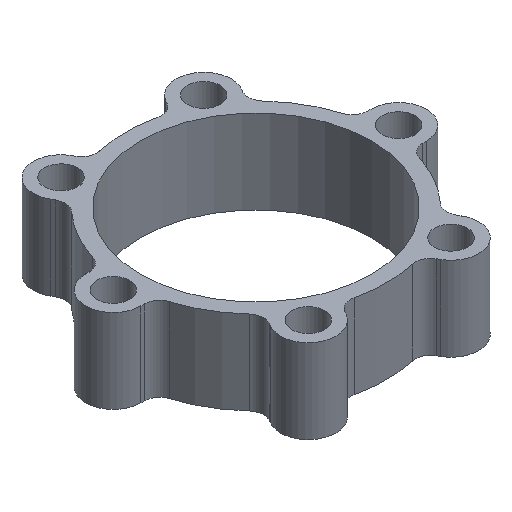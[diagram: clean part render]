
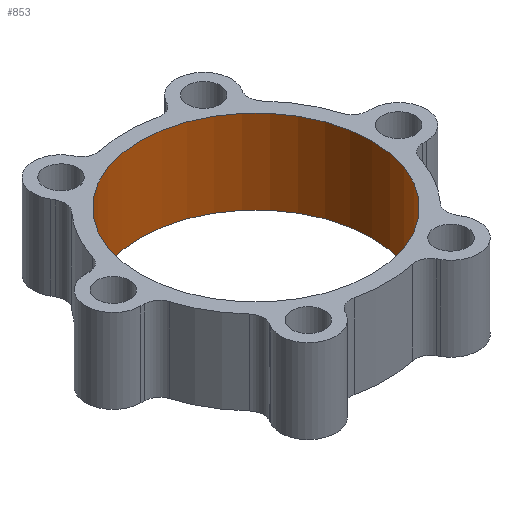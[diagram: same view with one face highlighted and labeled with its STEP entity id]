
A CAD part, isometric view. The second image highlights one B-rep face of the part: STEP entity #853.
In plain terms, the highlighted cylindrical face has radius 17.5 mm (diameter 35 mm), a full revolution.
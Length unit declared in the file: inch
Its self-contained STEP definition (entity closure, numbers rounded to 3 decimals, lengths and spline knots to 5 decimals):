
#49=FACE_OUTER_BOUND('',#94,.T.);
#94=EDGE_LOOP('',(#582,#583,#584,#585));
#153=LINE('',#1337,#220);
#220=VECTOR('',#1061,0.68898);
#293=CIRCLE('',#925,0.68898);
#294=CIRCLE('',#926,0.68898);
#355=VERTEX_POINT('',#1334);
#356=VERTEX_POINT('',#1336);
#447=EDGE_CURVE('',#355,#355,#293,.T.);
#448=EDGE_CURVE('',#355,#356,#153,.T.);
#449=EDGE_CURVE('',#356,#356,#294,.T.);
#582=ORIENTED_EDGE('',*,*,#447,.F.);
#583=ORIENTED_EDGE('',*,*,#448,.T.);
#584=ORIENTED_EDGE('',*,*,#449,.F.);
#585=ORIENTED_EDGE('',*,*,#448,.F.);
#822=CYLINDRICAL_SURFACE('',#924,0.68898);
#853=ADVANCED_FACE('',(#49),#822,.F.);
#924=AXIS2_PLACEMENT_3D('',#1333,#1057,#1058);
#925=AXIS2_PLACEMENT_3D('',#1335,#1059,#1060);
#926=AXIS2_PLACEMENT_3D('',#1338,#1062,#1063);
#1057=DIRECTION('center_axis',(0.,0.,1.));
#1058=DIRECTION('ref_axis',(-1.,0.,0.));
#1059=DIRECTION('center_axis',(0.,0.,-1.));
#1060=DIRECTION('ref_axis',(-1.,0.,0.));
#1061=DIRECTION('',(0.,0.,-1.));
#1062=DIRECTION('center_axis',(0.,0.,1.));
#1063=DIRECTION('ref_axis',(-1.,0.,0.));
#1333=CARTESIAN_POINT('Origin',(0.,0.,
0.));
#1334=CARTESIAN_POINT('',(0.68898,0.,0.5));
#1335=CARTESIAN_POINT('Origin',(0.,0.,
0.5));
#1336=CARTESIAN_POINT('',(0.68898,0.,0.));
#1337=CARTESIAN_POINT('',(0.68898,0.,0.));
#1338=CARTESIAN_POINT('Origin',(0.,0.,
0.));
